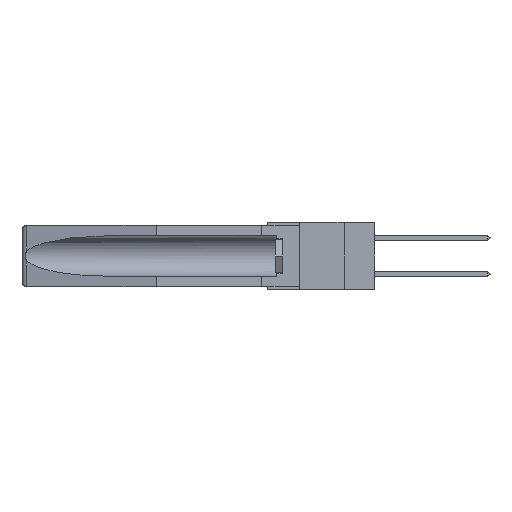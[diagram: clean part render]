
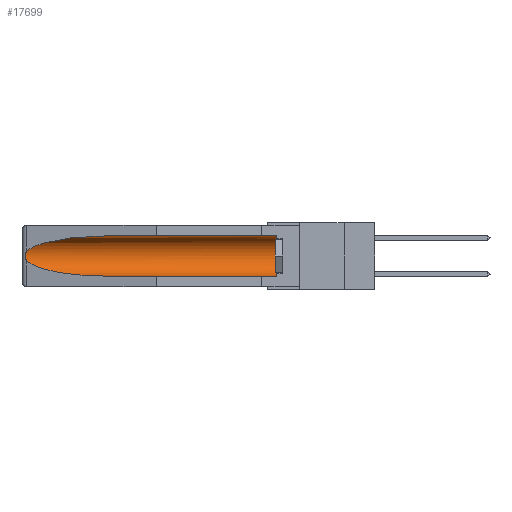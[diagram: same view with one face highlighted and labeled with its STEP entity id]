
A CAD part, left-side view. The second image highlights one B-rep face of the part: STEP entity #17699.
In plain terms, the highlighted cylindrical face has radius 2.857 mm (diameter 5.715 mm), a partial arc.
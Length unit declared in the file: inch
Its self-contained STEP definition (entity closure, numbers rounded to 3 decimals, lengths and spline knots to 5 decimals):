
#390 = CARTESIAN_POINT ( 'NONE',  ( 0.155, -0.30754, -0.1715 ) ) ;
#896 = CARTESIAN_POINT ( 'NONE',  ( 0.155, 1.07973, -0.059 ) ) ;
#1201 = LINE ( 'NONE', #7486, #16908 ) ;
#1257 = CARTESIAN_POINT ( 'NONE',  ( 0.26597, 1.5296, -0.19026 ) ) ;
#1325 = CARTESIAN_POINT ( 'NONE',  ( 0.26654, 1.53092, -0.15636 ) ) ;
#2100 = DIRECTION ( 'NONE',  ( 0., 1., 0. ) ) ;
#2153 = CYLINDRICAL_SURFACE ( 'NONE', #4872, 0.1125 ) ;
#2410 = CARTESIAN_POINT ( 'NONE',  ( 0.26537, 1.52718, -0.19328 ) ) ;
#2577 = ORIENTED_EDGE ( 'NONE', *, *, #8523, .T. ) ;
#2834 = CARTESIAN_POINT ( 'NONE',  ( 0.26537, 1.52718, -0.19328 ) ) ;
#4093 = EDGE_CURVE ( 'NONE', #20689, #15055, #5429, .T. ) ;
#4336 = CARTESIAN_POINT ( 'NONE',  ( 0.155, 0.126, -0.059 ) ) ;
#4641 = DIRECTION ( 'NONE',  ( 0., 1., 0. ) ) ;
#4662 = FACE_OUTER_BOUND ( 'NONE', #13094, .T. ) ;
#4872 = AXIS2_PLACEMENT_3D ( 'NONE', #390, #2100, #15017 ) ;
#4958 = VERTEX_POINT ( 'NONE', #4336 ) ;
#5429 = LINE ( 'NONE', #9422, #17857 ) ;
#5954 = CARTESIAN_POINT ( 'NONE',  ( 0.155, 1.07973, -0.284 ) ) ;
#6186 = CARTESIAN_POINT ( 'NONE',  ( 0.2673, 1.53269, -0.17917 ) ) ;
#6190 = DIRECTION ( 'NONE',  ( 0., -1., 0. ) ) ;
#6265 = CARTESIAN_POINT ( 'NONE',  ( 0.155, 0.126, -0.1715 ) ) ;
#6478 = DIRECTION ( 'NONE',  ( 0., 0., 1. ) ) ;
#6678 = CARTESIAN_POINT ( 'NONE',  ( 0.21114, 1.30732, -0.059 ) ) ;
#7247 = CARTESIAN_POINT ( 'NONE',  ( 0.155, 1.07973, -0.284 ) ) ;
#7486 = CARTESIAN_POINT ( 'NONE',  ( 0.155, -0.30754, -0.059 ) ) ;
#7672 = CARTESIAN_POINT ( 'NONE',  ( 0.26597, 1.52961, -0.15275 ) ) ;
#8523 = EDGE_CURVE ( 'NONE', #11091, #15562, #8846, .T. ) ;
#8846 =( BOUNDED_CURVE ( )  B_SPLINE_CURVE ( 3, ( #14612, #6678, #19651, #19723 ),
 .UNSPECIFIED., .F., .T. ) 
 B_SPLINE_CURVE_WITH_KNOTS ( ( 4, 4 ),
 ( 4.71239, 6.08839 ),
 .UNSPECIFIED. ) 
 CURVE ( )  GEOMETRIC_REPRESENTATION_ITEM ( )  RATIONAL_B_SPLINE_CURVE ( ( 1., 0.848, 0.848, 1. ) ) 
 REPRESENTATION_ITEM ( '' )  );
#9422 = CARTESIAN_POINT ( 'NONE',  ( 0.155, -0.30754, -0.284 ) ) ;
#10893 = CARTESIAN_POINT ( 'NONE',  ( 0.26537, 1.52718, -0.14972 ) ) ;
#10941 = CARTESIAN_POINT ( 'NONE',  ( 0.26537, 1.52718, -0.19328 ) ) ;
#11007 = CARTESIAN_POINT ( 'NONE',  ( 0.25451, 1.48313, -0.24835 ) ) ;
#11091 = VERTEX_POINT ( 'NONE', #896 ) ;
#11753 = CARTESIAN_POINT ( 'NONE',  ( 0.26537, 1.52718, -0.14972 ) ) ;
#11939 = ORIENTED_EDGE ( 'NONE', *, *, #18780, .T. ) ;
#12607 = CARTESIAN_POINT ( 'NONE',  ( 0.2675, 1.53308, -0.16763 ) ) ;
#12656 = EDGE_CURVE ( 'NONE', #16968, #15055, #17069, .T. ) ;
#13094 = EDGE_LOOP ( 'NONE', ( #2577, #20639, #15793, #19433, #11939, #15770 ) ) ;
#13254 = EDGE_CURVE ( 'NONE', #4958, #11091, #1201, .T. ) ;
#13406 = AXIS2_PLACEMENT_3D ( 'NONE', #6265, #6190, #6478 ) ;
#13937 = DIRECTION ( 'NONE',  ( 0., 1., 0. ) ) ;
#14105 = CARTESIAN_POINT ( 'NONE',  ( 0.21114, 1.30732, -0.284 ) ) ;
#14268 = CARTESIAN_POINT ( 'NONE',  ( 0.2673, 1.5327, -0.16383 ) ) ;
#14347 = CARTESIAN_POINT ( 'NONE',  ( 0.155, 0.126, -0.284 ) ) ;
#14612 = CARTESIAN_POINT ( 'NONE',  ( 0.155, 1.07973, -0.059 ) ) ;
#15017 = DIRECTION ( 'NONE',  ( 0., 0., 1. ) ) ;
#15055 = VERTEX_POINT ( 'NONE', #7247 ) ;
#15306 = EDGE_CURVE ( 'NONE', #15562, #16968, #19279, .T. ) ;
#15562 = VERTEX_POINT ( 'NONE', #11753 ) ;
#15770 = ORIENTED_EDGE ( 'NONE', *, *, #13254, .T. ) ;
#15793 = ORIENTED_EDGE ( 'NONE', *, *, #12656, .T. ) ;
#15980 = CARTESIAN_POINT ( 'NONE',  ( 0.26655, 1.53094, -0.18657 ) ) ;
#16908 = VECTOR ( 'NONE', #13937, 39.37008 ) ;
#16968 = VERTEX_POINT ( 'NONE', #2410 ) ;
#17069 =( BOUNDED_CURVE ( )  B_SPLINE_CURVE ( 3, ( #10941, #11007, #14105, #5954 ),
 .UNSPECIFIED., .F., .T. ) 
 B_SPLINE_CURVE_WITH_KNOTS ( ( 4, 4 ),
 ( 0.1948, 1.5708 ),
 .UNSPECIFIED. ) 
 CURVE ( )  GEOMETRIC_REPRESENTATION_ITEM ( )  RATIONAL_B_SPLINE_CURVE ( ( 1., 0.848, 0.848, 1. ) ) 
 REPRESENTATION_ITEM ( '' )  );
#17699 = ADVANCED_FACE ( 'NONE', ( #4662 ), #2153, .F. ) ;
#17857 = VECTOR ( 'NONE', #4641, 39.37008 ) ;
#18780 = EDGE_CURVE ( 'NONE', #20689, #4958, #20110, .T. ) ;
#19279 = B_SPLINE_CURVE_WITH_KNOTS ( 'NONE', 3,
 ( #10893, #7672, #1325, #14268, #12607, #20574, #6186, #15980, #1257, #2834 ),
 .UNSPECIFIED., .F., .F.,
 ( 4, 2, 2, 2, 4 ),
 ( 0., 0.00029, 0.00058, 0.00087, 0.00117 ),
 .UNSPECIFIED. ) ;
#19433 = ORIENTED_EDGE ( 'NONE', *, *, #4093, .F. ) ;
#19651 = CARTESIAN_POINT ( 'NONE',  ( 0.25451, 1.48313, -0.09465 ) ) ;
#19723 = CARTESIAN_POINT ( 'NONE',  ( 0.26537, 1.52718, -0.14972 ) ) ;
#20110 = CIRCLE ( 'NONE', #13406, 0.1125 ) ;
#20574 = CARTESIAN_POINT ( 'NONE',  ( 0.2675, 1.53308, -0.17534 ) ) ;
#20639 = ORIENTED_EDGE ( 'NONE', *, *, #15306, .T. ) ;
#20689 = VERTEX_POINT ( 'NONE', #14347 ) ;
